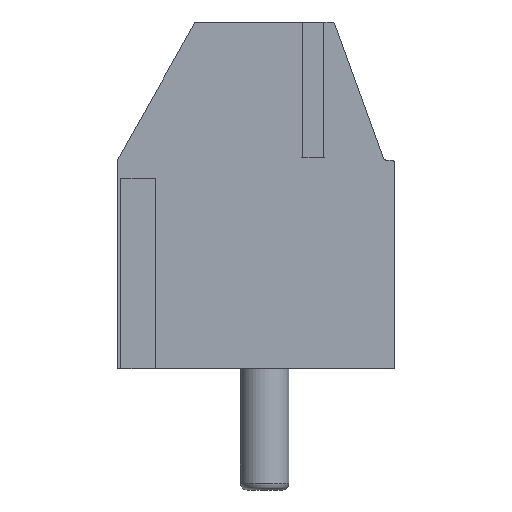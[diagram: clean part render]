
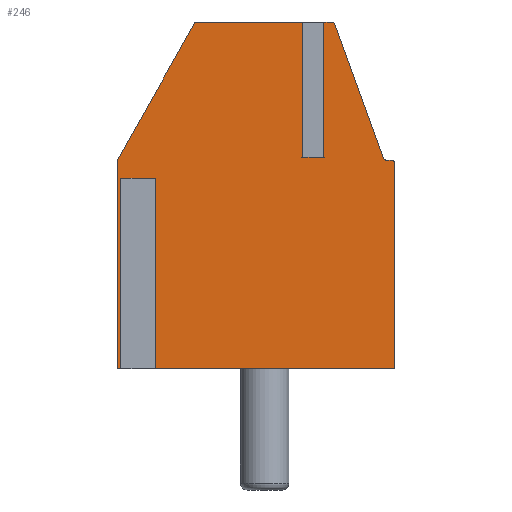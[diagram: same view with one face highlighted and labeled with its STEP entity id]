
A CAD part, left-side view. The second image highlights one B-rep face of the part: STEP entity #246.
In plain terms, the highlighted planar face has unit normal (-1, 0, 0).
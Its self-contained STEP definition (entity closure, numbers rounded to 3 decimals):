
#33 = VERTEX_POINT('',#34);
#34 = CARTESIAN_POINT('',(-3.04,4.25,5.989));
#40 = EDGE_CURVE('',#33,#41,#43,.T.);
#41 = VERTEX_POINT('',#42);
#42 = CARTESIAN_POINT('',(-3.04,4.237,6.038));
#43 = CIRCLE('',#44,0.1);
#44 = AXIS2_PLACEMENT_3D('',#45,#46,#47);
#45 = CARTESIAN_POINT('',(-3.04,4.15,5.989));
#46 = DIRECTION('',(1.,0.,0.));
#47 = DIRECTION('',(0.,0.967,0.254));
#229 = VERTEX_POINT('',#230);
#230 = CARTESIAN_POINT('',(-3.04,4.25,0.));
#236 = EDGE_CURVE('',#229,#33,#237,.T.);
#237 = LINE('',#238,#239);
#238 = CARTESIAN_POINT('',(-3.04,4.25,0.));
#239 = VECTOR('',#240,1.);
#240 = DIRECTION('',(0.,0.,1.));
#246 = ADVANCED_FACE('',(#247),#397,.T.);
#247 = FACE_BOUND('',#248,.T.);
#248 = EDGE_LOOP('',(#249,#250,#251,#259,#267,#275,#283,#291,#299,#308,
    #316,#325,#333,#342,#350,#358,#366,#374,#382,#391));
#249 = ORIENTED_EDGE('',*,*,#40,.F.);
#250 = ORIENTED_EDGE('',*,*,#236,.F.);
#251 = ORIENTED_EDGE('',*,*,#252,.F.);
#252 = EDGE_CURVE('',#253,#229,#255,.T.);
#253 = VERTEX_POINT('',#254);
#254 = CARTESIAN_POINT('',(-3.04,3.95,0.));
#255 = LINE('',#256,#257);
#256 = CARTESIAN_POINT('',(-3.04,-3.75,0.));
#257 = VECTOR('',#258,1.);
#258 = DIRECTION('',(0.,1.,0.));
#259 = ORIENTED_EDGE('',*,*,#260,.T.);
#260 = EDGE_CURVE('',#253,#261,#263,.T.);
#261 = VERTEX_POINT('',#262);
#262 = CARTESIAN_POINT('',(-3.04,3.95,5.5));
#263 = LINE('',#264,#265);
#264 = CARTESIAN_POINT('',(-3.04,3.95,0.));
#265 = VECTOR('',#266,1.);
#266 = DIRECTION('',(0.,0.,1.));
#267 = ORIENTED_EDGE('',*,*,#268,.T.);
#268 = EDGE_CURVE('',#261,#269,#271,.T.);
#269 = VERTEX_POINT('',#270);
#270 = CARTESIAN_POINT('',(-3.04,3.35,5.5));
#271 = LINE('',#272,#273);
#272 = CARTESIAN_POINT('',(-3.04,3.95,5.5));
#273 = VECTOR('',#274,1.);
#274 = DIRECTION('',(0.,-1.,0.));
#275 = ORIENTED_EDGE('',*,*,#276,.T.);
#276 = EDGE_CURVE('',#269,#277,#279,.T.);
#277 = VERTEX_POINT('',#278);
#278 = CARTESIAN_POINT('',(-3.04,3.35,0.));
#279 = LINE('',#280,#281);
#280 = CARTESIAN_POINT('',(-3.04,3.35,0.));
#281 = VECTOR('',#282,1.);
#282 = DIRECTION('',(0.,0.,-1.));
#283 = ORIENTED_EDGE('',*,*,#284,.F.);
#284 = EDGE_CURVE('',#285,#277,#287,.T.);
#285 = VERTEX_POINT('',#286);
#286 = CARTESIAN_POINT('',(-3.04,-3.75,0.));
#287 = LINE('',#288,#289);
#288 = CARTESIAN_POINT('',(-3.04,-3.75,0.));
#289 = VECTOR('',#290,1.);
#290 = DIRECTION('',(0.,1.,0.));
#291 = ORIENTED_EDGE('',*,*,#292,.T.);
#292 = EDGE_CURVE('',#285,#293,#295,.T.);
#293 = VERTEX_POINT('',#294);
#294 = CARTESIAN_POINT('',(-3.04,-3.75,5.915));
#295 = LINE('',#296,#297);
#296 = CARTESIAN_POINT('',(-3.04,-3.75,0.));
#297 = VECTOR('',#298,1.);
#298 = DIRECTION('',(0.,0.,1.));
#299 = ORIENTED_EDGE('',*,*,#300,.F.);
#300 = EDGE_CURVE('',#301,#293,#303,.T.);
#301 = VERTEX_POINT('',#302);
#302 = CARTESIAN_POINT('',(-3.04,-3.65,6.015));
#303 = CIRCLE('',#304,0.1);
#304 = AXIS2_PLACEMENT_3D('',#305,#306,#307);
#305 = CARTESIAN_POINT('',(-3.04,-3.65,5.915));
#306 = DIRECTION('',(1.,0.,0.));
#307 = DIRECTION('',(0.,-0.707,0.707));
#308 = ORIENTED_EDGE('',*,*,#309,.T.);
#309 = EDGE_CURVE('',#301,#310,#312,.T.);
#310 = VERTEX_POINT('',#311);
#311 = CARTESIAN_POINT('',(-3.04,-3.513,6.015));
#312 = LINE('',#313,#314);
#313 = CARTESIAN_POINT('',(-3.04,0.403,6.015));
#314 = VECTOR('',#315,1.);
#315 = DIRECTION('',(0.,1.,0.));
#316 = ORIENTED_EDGE('',*,*,#317,.F.);
#317 = EDGE_CURVE('',#318,#310,#320,.T.);
#318 = VERTEX_POINT('',#319);
#319 = CARTESIAN_POINT('',(-3.04,-3.419,6.081));
#320 = CIRCLE('',#321,0.1);
#321 = AXIS2_PLACEMENT_3D('',#322,#323,#324);
#322 = CARTESIAN_POINT('',(-3.04,-3.513,6.115));
#323 = DIRECTION('',(-1.,0.,0.));
#324 = DIRECTION('',(0.,0.574,-0.819));
#325 = ORIENTED_EDGE('',*,*,#326,.T.);
#326 = EDGE_CURVE('',#318,#327,#329,.T.);
#327 = VERTEX_POINT('',#328);
#328 = CARTESIAN_POINT('',(-3.04,-2.024,9.934));
#329 = LINE('',#330,#331);
#330 = CARTESIAN_POINT('',(-3.04,-3.238,6.58));
#331 = VECTOR('',#332,1.);
#332 = DIRECTION('',(0.,0.341,0.94));
#333 = ORIENTED_EDGE('',*,*,#334,.F.);
#334 = EDGE_CURVE('',#335,#327,#337,.T.);
#335 = VERTEX_POINT('',#336);
#336 = CARTESIAN_POINT('',(-3.04,-1.93,10.));
#337 = CIRCLE('',#338,0.1);
#338 = AXIS2_PLACEMENT_3D('',#339,#340,#341);
#339 = CARTESIAN_POINT('',(-3.04,-1.93,9.9));
#340 = DIRECTION('',(1.,0.,0.));
#341 = DIRECTION('',(0.,-0.574,0.819));
#342 = ORIENTED_EDGE('',*,*,#343,.F.);
#343 = EDGE_CURVE('',#344,#335,#346,.T.);
#344 = VERTEX_POINT('',#345);
#345 = CARTESIAN_POINT('',(-3.04,-1.7,10.));
#346 = LINE('',#347,#348);
#347 = CARTESIAN_POINT('',(-3.04,-3.75,10.));
#348 = VECTOR('',#349,1.);
#349 = DIRECTION('',(0.,-1.,0.));
#350 = ORIENTED_EDGE('',*,*,#351,.T.);
#351 = EDGE_CURVE('',#344,#352,#354,.T.);
#352 = VERTEX_POINT('',#353);
#353 = CARTESIAN_POINT('',(-3.04,-1.7,6.1));
#354 = LINE('',#355,#356);
#355 = CARTESIAN_POINT('',(-3.04,-1.7,5.));
#356 = VECTOR('',#357,1.);
#357 = DIRECTION('',(0.,0.,-1.));
#358 = ORIENTED_EDGE('',*,*,#359,.T.);
#359 = EDGE_CURVE('',#352,#360,#362,.T.);
#360 = VERTEX_POINT('',#361);
#361 = CARTESIAN_POINT('',(-3.04,-1.1,6.1));
#362 = LINE('',#363,#364);
#363 = CARTESIAN_POINT('',(-3.04,1.425,6.1));
#364 = VECTOR('',#365,1.);
#365 = DIRECTION('',(0.,1.,0.));
#366 = ORIENTED_EDGE('',*,*,#367,.T.);
#367 = EDGE_CURVE('',#360,#368,#370,.T.);
#368 = VERTEX_POINT('',#369);
#369 = CARTESIAN_POINT('',(-3.04,-1.1,10.));
#370 = LINE('',#371,#372);
#371 = CARTESIAN_POINT('',(-3.04,-1.1,5.));
#372 = VECTOR('',#373,1.);
#373 = DIRECTION('',(0.,0.,1.));
#374 = ORIENTED_EDGE('',*,*,#375,.F.);
#375 = EDGE_CURVE('',#376,#368,#378,.T.);
#376 = VERTEX_POINT('',#377);
#377 = CARTESIAN_POINT('',(-3.04,1.942,10.));
#378 = LINE('',#379,#380);
#379 = CARTESIAN_POINT('',(-3.04,-3.75,10.));
#380 = VECTOR('',#381,1.);
#381 = DIRECTION('',(0.,-1.,0.));
#382 = ORIENTED_EDGE('',*,*,#383,.F.);
#383 = EDGE_CURVE('',#384,#376,#386,.T.);
#384 = VERTEX_POINT('',#385);
#385 = CARTESIAN_POINT('',(-3.04,2.029,9.949));
#386 = CIRCLE('',#387,0.1);
#387 = AXIS2_PLACEMENT_3D('',#388,#389,#390);
#388 = CARTESIAN_POINT('',(-3.04,1.942,9.9));
#389 = DIRECTION('',(1.,0.,0.));
#390 = DIRECTION('',(0.,0.504,0.864));
#391 = ORIENTED_EDGE('',*,*,#392,.T.);
#392 = EDGE_CURVE('',#384,#41,#393,.T.);
#393 = LINE('',#394,#395);
#394 = CARTESIAN_POINT('',(-3.04,5.538,3.735));
#395 = VECTOR('',#396,1.);
#396 = DIRECTION('',(0.,0.492,-0.871));
#397 = PLANE('',#398);
#398 = AXIS2_PLACEMENT_3D('',#399,#400,#401);
#399 = CARTESIAN_POINT('',(-3.04,4.25,0.));
#400 = DIRECTION('',(-1.,0.,0.));
#401 = DIRECTION('',(0.,-1.,0.));
